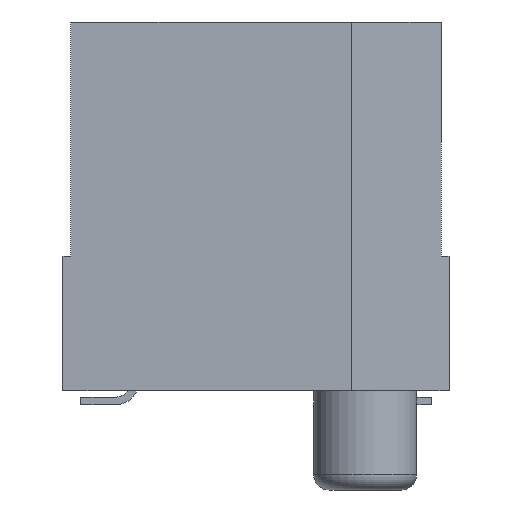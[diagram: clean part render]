
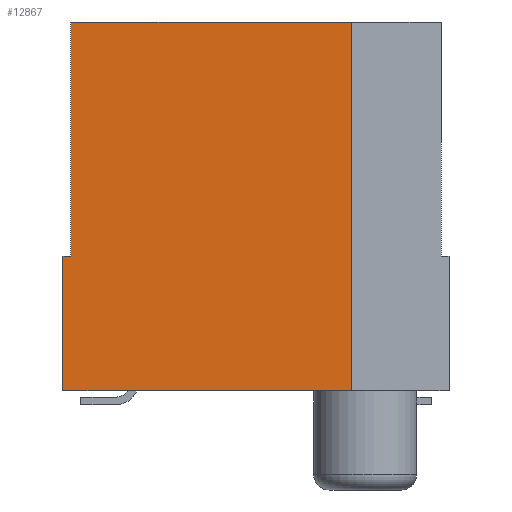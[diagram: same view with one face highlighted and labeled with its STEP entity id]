
A CAD part, left-side view. The second image highlights one B-rep face of the part: STEP entity #12867.
In plain terms, the highlighted planar face has unit normal (-1, 0, 0).
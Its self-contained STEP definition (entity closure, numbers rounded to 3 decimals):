
#109=FACE_OUTER_BOUND($,#765,.T.);
#765=EDGE_LOOP($,(#8962,#8963,#8964,#8965,#8966,#8967));
#1452=LINE($,#17588,#3332);
#1825=LINE($,#18332,#3705);
#1949=LINE($,#18585,#3829);
#1964=LINE($,#18611,#3844);
#1965=LINE($,#18614,#3845);
#1966=LINE($,#18615,#3846);
#3332=VECTOR($,#14279,3.6);
#3705=VECTOR($,#14654,3.7);
#3829=VECTOR($,#14786,1.73);
#3844=VECTOR($,#14807,4.73);
#3845=VECTOR($,#14810,3.);
#3846=VECTOR($,#14811,0.1);
#5198=VERTEX_POINT($,#17571);
#5206=VERTEX_POINT($,#17586);
#5575=VERTEX_POINT($,#18329);
#5576=VERTEX_POINT($,#18331);
#5701=VERTEX_POINT($,#18584);
#5710=VERTEX_POINT($,#18613);
#6495=EDGE_CURVE($,#5206,#5198,#1452,.T.);
#6868=EDGE_CURVE($,#5576,#5575,#1825,.T.);
#6995=EDGE_CURVE($,#5701,#5576,#1949,.T.);
#7010=EDGE_CURVE($,#5198,#5575,#1964,.T.);
#7011=EDGE_CURVE($,#5206,#5710,#1965,.T.);
#7012=EDGE_CURVE($,#5710,#5701,#1966,.T.);
#8962=ORIENTED_EDGE($,*,*,#7011,.T.);
#8963=ORIENTED_EDGE($,*,*,#7012,.T.);
#8964=ORIENTED_EDGE($,*,*,#6995,.T.);
#8965=ORIENTED_EDGE($,*,*,#6868,.T.);
#8966=ORIENTED_EDGE($,*,*,#7010,.F.);
#8967=ORIENTED_EDGE($,*,*,#6495,.F.);
#12238=PLANE($,#13530);
#12867=ADVANCED_FACE($,(#109),#12238,.F.);
#13530=AXIS2_PLACEMENT_3D($,#18612,#14808,#14809);
#14279=DIRECTION($,(0.,-1.,0.));
#14654=DIRECTION($,(0.,-1.,0.));
#14786=DIRECTION($,(0.,0.,-1.));
#14807=DIRECTION($,(0.,0.,-1.));
#14808=DIRECTION('center_axis',(1.,0.,0.));
#14809=DIRECTION('ref_axis',(0.,1.,0.));
#14810=DIRECTION($,(0.,0.,-1.));
#14811=DIRECTION($,(0.,1.,0.));
#17571=CARTESIAN_POINT('',(-10.9,-1.225,4.91));
#17586=CARTESIAN_POINT('',(-10.9,2.375,4.91));
#17588=CARTESIAN_POINT($,(-10.9,2.475,4.91));
#18329=CARTESIAN_POINT('',(-10.9,-1.225,0.18));
#18331=CARTESIAN_POINT('',(-10.9,2.475,0.18));
#18332=CARTESIAN_POINT($,(-10.9,2.475,0.18));
#18584=CARTESIAN_POINT('',(-10.9,2.475,1.91));
#18585=CARTESIAN_POINT($,(-10.9,2.475,4.91));
#18611=CARTESIAN_POINT($,(-10.9,-1.225,4.91));
#18612=CARTESIAN_POINT('Origin',(-10.9,2.475,4.91));
#18613=CARTESIAN_POINT('',(-10.9,2.375,1.91));
#18614=CARTESIAN_POINT($,(-10.9,2.375,6.64));
#18615=CARTESIAN_POINT($,(-10.9,2.375,1.91));
